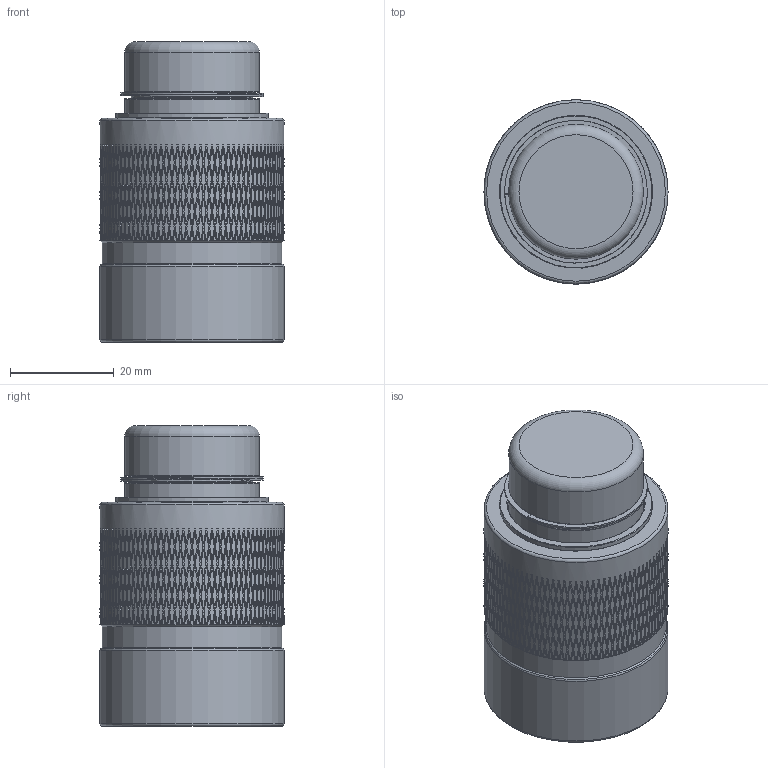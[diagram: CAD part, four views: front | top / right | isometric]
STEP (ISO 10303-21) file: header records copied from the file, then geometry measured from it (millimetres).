
FILE_DESCRIPTION(/* description */ (''),/* implementation_level */ '2;1');
FILE_NAME(/* name */ 'TrustLink MS OL Hybrid F Pressure Cap.stp',/* time_stamp */ '2024-01-04T14:17:40+01:00',/* author */ ('sh'),/* organization */ (''),/* preprocessor_version */ 'ST-DEVELOPER v19.2',/* originating_system */ 'Autodesk Inventor 2023',/* authorisation */ '');
FILE_SCHEMA (('AUTOMOTIVE_DESIGN { 1 0 10303 214 3 1 1 }'));
Products named in the file (1): Part2
Bounding box: 35.5 x 35.5 x 58 mm (x, y, z)
Volume: 27764.4 mm3; surface area: 19874.1 mm2
Topology: 1 solids, 1 shells, 3584 faces, 9498 edges, 6329 vertices
Faces by surface type: bspline 3106, cylinder 435, plane 17, torus 14, cone 12
Full cylindrical faces by diameter (mm): 15 x1, 23.42 x1, 23.6 x1, 25 x1, 26 x2, 26.5 x3, 27.51 x1, 29.5 x3, 30.2 x3, 31.2 x3, 31.3 x1, 31.4 x1, 34.7 x1, 35.3 x1, 35.5 x3
Entity records: 257662 total; most frequent: CARTESIAN_POINT 191264, ORIENTED_EDGE 18996, EDGE_CURVE 9498, B_SPLINE_CURVE_WITH_KNOTS 8648, VERTEX_POINT 6329, EDGE_LOOP 3997, STYLED_ITEM 3585, FACE_OUTER_BOUND 3584
